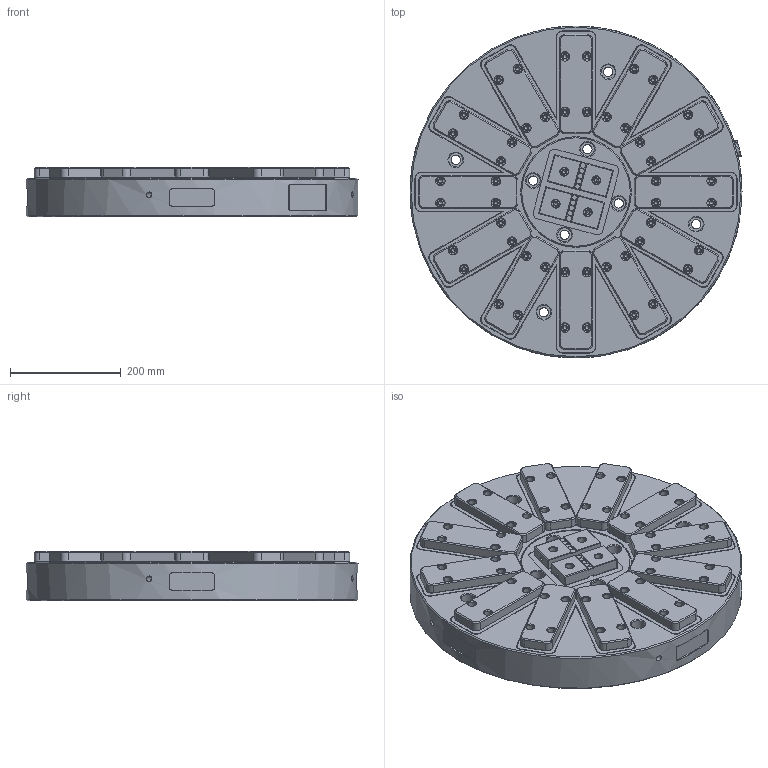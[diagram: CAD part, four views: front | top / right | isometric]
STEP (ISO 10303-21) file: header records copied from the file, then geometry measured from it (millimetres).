
FILE_DESCRIPTION( ( 'Unknown' ), '1' );
FILE_NAME( 'EEPM-CIR600.stp', 'Unknown', ( 'Unknown' ), ( 'Unknown' ), 'PSStep 14.0', 'Unknown', ' ' );
FILE_SCHEMA( ( 'AUTOMOTIVE_DESIGN { 1 0 10303 214 1 1 1 1 }' ) );
Length unit declared in the file: millimetre
Products named in the file (6): 開關頭+4PIN; ; Assem1; ; ; 
Assembly tree (17 placements, depth 3):
  Assem1
    x2
  
    x12
    開關頭+4PIN
  
Bounding box: 600 x 600 x 90 mm (x, y, z)
Volume: 21954177.7 mm3; surface area: 1251774.3 mm2
Topology: 16 solids, 19 shells, 1573 faces, 3787 edges, 2390 vertices
Faces by surface type: plane 739, cylinder 506, cone 321, bspline 7
Full cylindrical faces by diameter (mm): 2.4 x4, 2.459 x10, 2.9 x4, 3.2 x4, 3.242 x2, 3.5 x4, 6.5 x40, 6.647 x104, 6.917 x4, 9 x52, 9.6 x10, 10.106 x4, 11 x40, 14 x52, 16.5 x8, 25 x9, 25.5 x2, 25.7 x1, 30 x1, 30.7 x1, 200 x1, 600 x1
Entity records: 36259 total; most frequent: CARTESIAN_POINT 5778, DIRECTION 4720, ORIENTED_EDGE 3764, EDGE_CURVE 1882, AXIS2_PLACEMENT_3D 1838, EDGE_LOOP 1601, VERTEX_POINT 1431, FACE_OUTER_BOUND 1308
